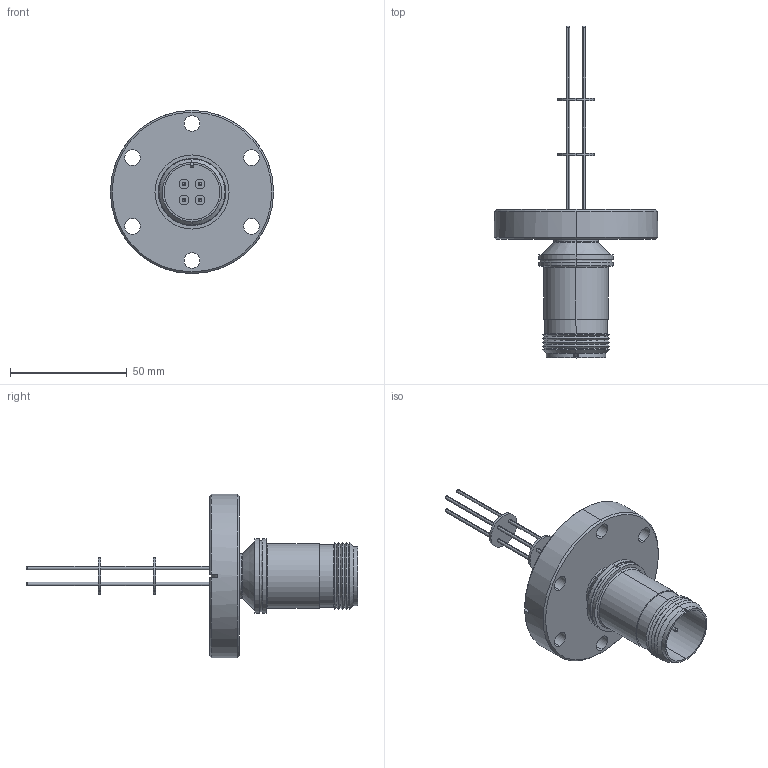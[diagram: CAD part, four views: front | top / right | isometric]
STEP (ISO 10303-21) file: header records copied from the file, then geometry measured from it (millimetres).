
FILE_DESCRIPTION (( 'STEP AP203' ), '1' );
FILE_NAME ('A0193-4-CF.STEP', '2012-11-20T18:50:57', ( '' ), ( '' ), 'SwSTEP 2.0', 'SolidWorks 2012', '' );
FILE_SCHEMA (( 'CONFIG_CONTROL_DESIGN' ));
Length unit declared in the file: inch
Products named in the file (1): A0193-4-CF
Bounding box: 69.85 x 142.11 x 69.85 mm (x, y, z)
Volume: 50274.5 mm3; surface area: 28091.1 mm2
Topology: 1 solids, 1 shells, 217 faces, 501 edges, 322 vertices
Faces by surface type: cylinder 106, plane 56, cone 31, bspline 24
Entity records: 6869 total; most frequent: CARTESIAN_POINT 1704, DIRECTION 1155, ORIENTED_EDGE 1002, EDGE_CURVE 501, AXIS2_PLACEMENT_3D 495, VERTEX_POINT 322, CIRCLE 301, EDGE_LOOP 277
